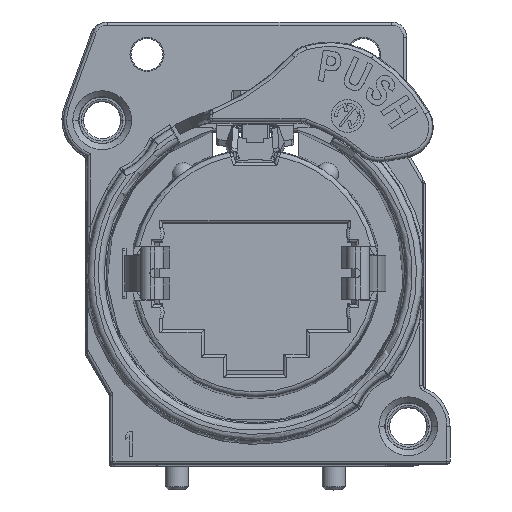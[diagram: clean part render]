
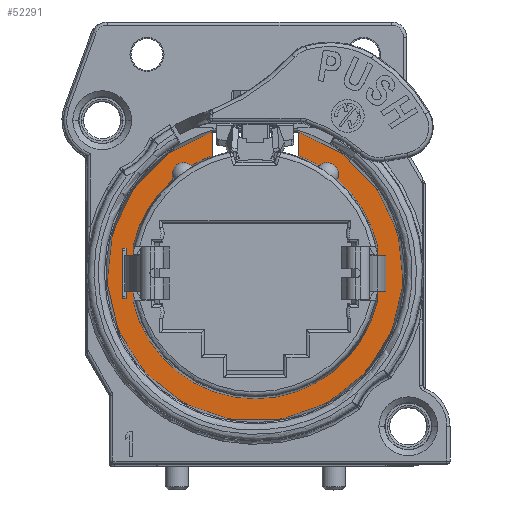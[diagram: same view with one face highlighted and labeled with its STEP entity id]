
A CAD part, top view. The second image highlights one B-rep face of the part: STEP entity #52291.
In plain terms, the highlighted planar face has unit normal (0, 0, 1).
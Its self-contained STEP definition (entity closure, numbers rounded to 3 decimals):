
#7798=CARTESIAN_POINT('',(5.323,6.106,-10.));
#7803=CARTESIAN_POINT('',(0.,0.,-10.));
#7804=DIRECTION('',(0.,0.,1.));
#7805=DIRECTION('',(0.975,0.221,0.));
#7806=AXIS2_PLACEMENT_3D('',#7803,#7804,#7805);
#7841=CARTESIAN_POINT('',(0.,0.,-10.));
#7842=DIRECTION('',(0.,0.,1.));
#7843=DIRECTION('',(-0.657,0.754,0.));
#7844=AXIS2_PLACEMENT_3D('',#7841,#7842,#7843);
#7881=CARTESIAN_POINT('',(-4.138,6.963,-10.));
#7886=CARTESIAN_POINT('',(0.,0.,-10.));
#7887=DIRECTION('',(0.,0.,1.));
#7888=DIRECTION('',(-0.345,0.939,0.));
#7889=AXIS2_PLACEMENT_3D('',#7886,#7887,#7888);
#7896=CARTESIAN_POINT('',(0.,0.,-10.));
#7897=DIRECTION('',(0.,0.,1.));
#7898=DIRECTION('',(0.511,0.86,0.));
#7899=AXIS2_PLACEMENT_3D('',#7896,#7897,#7898);
#7901=CARTESIAN_POINT('',(4.138,6.963,-10.));
#8936=DIRECTION('',(-1.,0.,0.));
#8937=VECTOR('',#8936,0.245);
#8938=CARTESIAN_POINT('',(-7.9,1.15,-10.));
#8939=LINE('',#8938,#8937);
#8940=DIRECTION('',(0.,-1.,0.));
#8941=VECTOR('',#8940,0.639);
#8942=CARTESIAN_POINT('',(-7.9,-1.15,-10.));
#8943=LINE('',#8942,#8941);
#8944=DIRECTION('',(0.,1.,0.));
#8945=VECTOR('',#8944,0.639);
#8946=CARTESIAN_POINT('',(7.9,-1.789,-10.));
#8947=LINE('',#8946,#8945);
#8948=DIRECTION('',(1.,0.,0.));
#8949=VECTOR('',#8948,0.245);
#8950=CARTESIAN_POINT('',(7.9,-1.15,-10.));
#8951=LINE('',#8950,#8949);
#8952=DIRECTION('',(0.,1.,0.));
#8953=VECTOR('',#8952,0.639);
#8954=CARTESIAN_POINT('',(7.9,1.15,-10.));
#8955=LINE('',#8954,#8953);
#8956=CARTESIAN_POINT('',(4.632,6.399,-10.));
#8957=DIRECTION('',(0.,0.,1.));
#8958=DIRECTION('',(0.92,-0.391,0.));
#8959=AXIS2_PLACEMENT_3D('',#8956,#8957,#8958);
#8961=DIRECTION('',(0.,-1.,0.));
#8962=VECTOR('',#8961,1.555);
#8963=CARTESIAN_POINT('',(2.793,9.158,-10.));
#8964=LINE('',#8963,#8962);
#8965=DIRECTION('',(0.,1.,0.));
#8966=VECTOR('',#8965,1.555);
#8967=CARTESIAN_POINT('',(-2.793,7.603,-10.));
#8968=LINE('',#8967,#8966);
#8969=CARTESIAN_POINT('',(-4.632,6.399,-10.));
#8970=DIRECTION('',(0.,0.,-1.));
#8971=DIRECTION('',(-0.92,-0.391,0.));
#8972=AXIS2_PLACEMENT_3D('',#8969,#8970,#8971);
#8974=DIRECTION('',(0.,-1.,0.));
#8975=VECTOR('',#8974,0.639);
#8976=CARTESIAN_POINT('',(-7.9,1.789,-10.));
#8977=LINE('',#8976,#8975);
#8978=DIRECTION('',(0.,1.,0.));
#8979=VECTOR('',#8978,3.24);
#8980=CARTESIAN_POINT('',(-8.6,-1.62,-10.));
#8981=LINE('',#8980,#8979);
#8982=DIRECTION('',(0.,1.,0.));
#8983=VECTOR('',#8982,2.3);
#8984=CARTESIAN_POINT('',(-8.145,-1.15,-10.));
#8985=LINE('',#8984,#8983);
#9098=CARTESIAN_POINT('',(0.,0.,-10.));
#9099=DIRECTION('',(0.,0.,1.));
#9100=DIRECTION('',(-0.975,-0.221,0.));
#9101=AXIS2_PLACEMENT_3D('',#9098,#9099,#9100);
#9146=DIRECTION('',(1.,0.,0.));
#9147=VECTOR('',#9146,0.245);
#9148=CARTESIAN_POINT('',(7.9,1.15,-10.));
#9149=LINE('',#9148,#9147);
#9150=DIRECTION('',(0.,-1.,0.));
#9151=VECTOR('',#9150,2.3);
#9152=CARTESIAN_POINT('',(8.145,1.15,-10.));
#9153=LINE('',#9152,#9151);
#9304=DIRECTION('',(-1.,0.,0.));
#9305=VECTOR('',#9304,0.245);
#9306=CARTESIAN_POINT('',(-7.9,-1.15,-10.));
#9307=LINE('',#9306,#9305);
#9686=CARTESIAN_POINT('',(0.,0.,-10.));
#9687=DIRECTION('',(0.,0.,1.));
#9688=DIRECTION('',(-0.292,0.956,0.));
#9689=AXIS2_PLACEMENT_3D('',#9686,#9687,#9688);
#33114=DIRECTION('',(0.,1.,0.));
#33115=VECTOR('',#33114,3.24);
#33116=CARTESIAN_POINT('',(-8.35,-1.62,-10.));
#33117=LINE('',#33116,#33115);
#33412=DIRECTION('',(1.,0.,0.));
#33413=VECTOR('',#33412,0.25);
#33414=CARTESIAN_POINT('',(-8.6,-1.62,-10.));
#33415=LINE('',#33414,#33413);
#33424=DIRECTION('',(1.,0.,0.));
#33425=VECTOR('',#33424,0.25);
#33426=CARTESIAN_POINT('',(-8.6,1.62,-10.));
#33427=LINE('',#33426,#33425);
#34012=VERTEX_POINT('',#7881);
#34014=CARTESIAN_POINT('',(-5.323,6.106,-10.));
#34015=VERTEX_POINT('',#34014);
#34022=VERTEX_POINT('',#7798);
#34023=VERTEX_POINT('',#7901);
#34187=CARTESIAN_POINT('',(2.793,9.158,-10.));
#34188=CARTESIAN_POINT('',(2.793,7.603,-10.));
#34189=VERTEX_POINT('',#34187);
#34190=VERTEX_POINT('',#34188);
#34191=CARTESIAN_POINT('',(-2.793,7.603,-10.));
#34192=CARTESIAN_POINT('',(-2.793,9.158,-10.));
#34193=VERTEX_POINT('',#34191);
#34194=VERTEX_POINT('',#34192);
#34605=CARTESIAN_POINT('',(-7.9,-1.789,-10.));
#34606=CARTESIAN_POINT('',(7.9,-1.789,-10.));
#34607=VERTEX_POINT('',#34605);
#34608=VERTEX_POINT('',#34606);
#34609=CARTESIAN_POINT('',(-7.9,1.789,-10.));
#34610=VERTEX_POINT('',#34609);
#34611=CARTESIAN_POINT('',(7.9,1.789,-10.));
#34612=VERTEX_POINT('',#34611);
#37248=CARTESIAN_POINT('',(-7.9,1.15,-10.));
#37250=VERTEX_POINT('',#37248);
#37252=CARTESIAN_POINT('',(-7.9,-1.15,-10.));
#37254=VERTEX_POINT('',#37252);
#37396=CARTESIAN_POINT('',(7.9,-1.15,-10.));
#37398=VERTEX_POINT('',#37396);
#37400=CARTESIAN_POINT('',(7.9,1.15,-10.));
#37402=VERTEX_POINT('',#37400);
#40434=CARTESIAN_POINT('',(-8.35,-1.62,-10.));
#40435=CARTESIAN_POINT('',(-8.35,1.62,-10.));
#40436=VERTEX_POINT('',#40434);
#40437=VERTEX_POINT('',#40435);
#40438=CARTESIAN_POINT('',(-8.6,-1.62,-10.));
#40439=VERTEX_POINT('',#40438);
#40440=CARTESIAN_POINT('',(-8.6,1.62,-10.));
#40441=VERTEX_POINT('',#40440);
#40442=CARTESIAN_POINT('',(-8.145,-1.15,-10.));
#40443=CARTESIAN_POINT('',(-8.145,1.15,-10.));
#40444=VERTEX_POINT('',#40442);
#40445=VERTEX_POINT('',#40443);
#40446=CARTESIAN_POINT('',(8.145,1.15,-10.));
#40447=CARTESIAN_POINT('',(8.145,-1.15,-10.));
#40448=VERTEX_POINT('',#40446);
#40449=VERTEX_POINT('',#40447);
#52240=CARTESIAN_POINT('',(0.,0.,-10.));
#52241=DIRECTION('',(0.,0.,1.));
#52242=DIRECTION('',(1.,0.,0.));
#52243=AXIS2_PLACEMENT_3D('',#52240,#52241,#52242);
#52244=PLANE('',#52243);
#52246=ORIENTED_EDGE('',*,*,#52245,.T.);
#52248=ORIENTED_EDGE('',*,*,#52247,.F.);
#52250=ORIENTED_EDGE('',*,*,#52249,.F.);
#52252=ORIENTED_EDGE('',*,*,#52251,.T.);
#52254=ORIENTED_EDGE('',*,*,#52253,.T.);
#52256=ORIENTED_EDGE('',*,*,#52255,.T.);
#52258=ORIENTED_EDGE('',*,*,#52257,.T.);
#52260=ORIENTED_EDGE('',*,*,#52259,.F.);
#52262=ORIENTED_EDGE('',*,*,#52261,.F.);
#52264=ORIENTED_EDGE('',*,*,#52263,.T.);
#52265=ORIENTED_EDGE('',*,*,#51137,.T.);
#52267=ORIENTED_EDGE('',*,*,#52266,.T.);
#52268=ORIENTED_EDGE('',*,*,#51201,.T.);
#52269=ORIENTED_EDGE('',*,*,#50927,.F.);
#52271=ORIENTED_EDGE('',*,*,#52270,.F.);
#52272=ORIENTED_EDGE('',*,*,#52219,.F.);
#52273=ORIENTED_EDGE('',*,*,#51187,.T.);
#52275=ORIENTED_EDGE('',*,*,#52274,.F.);
#52276=ORIENTED_EDGE('',*,*,#51161,.T.);
#52278=ORIENTED_EDGE('',*,*,#52277,.T.);
#52279=EDGE_LOOP('',(#52246,#52248,#52250,#52252,#52254,#52256,#52258,#52260,
#52262,#52264,#52265,#52267,#52268,#52269,#52271,#52272,#52273,#52275,#52276,
#52278));
#52280=FACE_OUTER_BOUND('',#52279,.F.);
#52282=ORIENTED_EDGE('',*,*,#52281,.F.);
#52284=ORIENTED_EDGE('',*,*,#52283,.T.);
#52286=ORIENTED_EDGE('',*,*,#52285,.T.);
#52288=ORIENTED_EDGE('',*,*,#52287,.F.);
#52289=EDGE_LOOP('',(#52282,#52284,#52286,#52288));
#52290=FACE_BOUND('',#52289,.F.);
#52291=ADVANCED_FACE('',(#52280,#52290),#52244,.T.);
#7807=CIRCLE('',#7806,8.1);
#7845=CIRCLE('',#7844,8.1);
#7890=CIRCLE('',#7889,8.1);
#7900=CIRCLE('',#7899,8.1);
#8960=CIRCLE('',#8959,0.75);
#8973=CIRCLE('',#8972,0.75);
#9102=CIRCLE('',#9101,8.1);
#9690=CIRCLE('',#9689,9.575);
#50927=EDGE_CURVE('',#34189,#34190,#8964,.T.);
#51137=EDGE_CURVE('',#34612,#34022,#7807,.T.);
#51161=EDGE_CURVE('',#34015,#34610,#7845,.T.);
#51187=EDGE_CURVE('',#34193,#34012,#7890,.T.);
#51201=EDGE_CURVE('',#34023,#34190,#7900,.T.);
#52219=EDGE_CURVE('',#34193,#34194,#8968,.T.);
#52245=EDGE_CURVE('',#37250,#40445,#8939,.T.);
#52247=EDGE_CURVE('',#40444,#40445,#8985,.T.);
#52249=EDGE_CURVE('',#37254,#40444,#9307,.T.);
#52251=EDGE_CURVE('',#37254,#34607,#8943,.T.);
#52253=EDGE_CURVE('',#34607,#34608,#9102,.T.);
#52255=EDGE_CURVE('',#34608,#37398,#8947,.T.);
#52257=EDGE_CURVE('',#37398,#40449,#8951,.T.);
#52259=EDGE_CURVE('',#40448,#40449,#9153,.T.);
#52261=EDGE_CURVE('',#37402,#40448,#9149,.T.);
#52263=EDGE_CURVE('',#37402,#34612,#8955,.T.);
#52266=EDGE_CURVE('',#34022,#34023,#8960,.T.);
#52270=EDGE_CURVE('',#34194,#34189,#9690,.T.);
#52274=EDGE_CURVE('',#34015,#34012,#8973,.T.);
#52277=EDGE_CURVE('',#34610,#37250,#8977,.T.);
#52281=EDGE_CURVE('',#40439,#40441,#8981,.T.);
#52283=EDGE_CURVE('',#40439,#40436,#33415,.T.);
#52285=EDGE_CURVE('',#40436,#40437,#33117,.T.);
#52287=EDGE_CURVE('',#40441,#40437,#33427,.T.);
